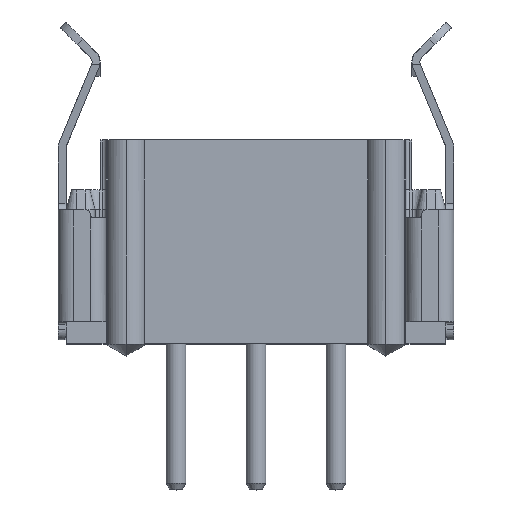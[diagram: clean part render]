
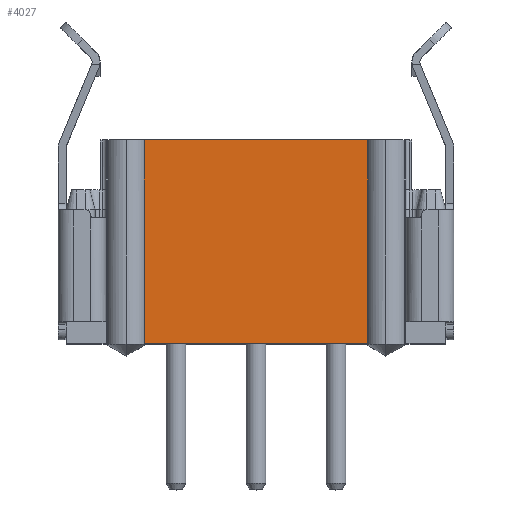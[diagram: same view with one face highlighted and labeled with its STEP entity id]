
A CAD part, top view. The second image highlights one B-rep face of the part: STEP entity #4027.
In plain terms, the highlighted planar face has unit normal (0, 0, 1).
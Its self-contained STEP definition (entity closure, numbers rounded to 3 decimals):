
#81=DIRECTION('',(-1.,0.,0.));
#82=VECTOR('',#81,5.583);
#83=CARTESIAN_POINT('',(2.792,0.,2.775));
#84=LINE('',#83,#82);
#779=DIRECTION('',(-1.,0.,0.));
#780=VECTOR('',#779,5.583);
#781=CARTESIAN_POINT('',(2.792,5.1,2.775));
#782=LINE('',#781,#780);
#923=DIRECTION('',(0.,1.,0.));
#924=VECTOR('',#923,5.1);
#925=CARTESIAN_POINT('',(-2.792,0.,2.775));
#926=LINE('',#925,#924);
#930=DIRECTION('',(0.,-1.,0.));
#931=VECTOR('',#930,5.1);
#932=CARTESIAN_POINT('',(2.792,5.1,2.775));
#933=LINE('',#932,#931);
#3079=CARTESIAN_POINT('',(2.792,0.,2.775));
#3081=VERTEX_POINT('',#3079);
#3087=CARTESIAN_POINT('',(2.792,5.1,2.775));
#3088=VERTEX_POINT('',#3087);
#3309=CARTESIAN_POINT('',(-2.792,0.,2.775));
#3311=VERTEX_POINT('',#3309);
#3317=CARTESIAN_POINT('',(-2.792,5.1,2.775));
#3318=VERTEX_POINT('',#3317);
#4014=CARTESIAN_POINT('',(3.75,0.,2.775));
#4015=DIRECTION('',(0.,0.,1.));
#4016=DIRECTION('',(-1.,0.,0.));
#4017=AXIS2_PLACEMENT_3D('',#4014,#4015,#4016);
#4018=PLANE('',#4017);
#4020=ORIENTED_EDGE('',*,*,#4019,.T.);
#4021=ORIENTED_EDGE('',*,*,#3944,.F.);
#4023=ORIENTED_EDGE('',*,*,#4022,.T.);
#4024=ORIENTED_EDGE('',*,*,#3448,.T.);
#4025=EDGE_LOOP('',(#4020,#4021,#4023,#4024));
#4026=FACE_OUTER_BOUND('',#4025,.F.);
#3448=EDGE_CURVE('',#3081,#3311,#84,.T.);
#3944=EDGE_CURVE('',#3088,#3318,#782,.T.);
#4019=EDGE_CURVE('',#3311,#3318,#926,.T.);
#4022=EDGE_CURVE('',#3088,#3081,#933,.T.);
#4027=ADVANCED_FACE('',(#4026),#4018,.T.);
